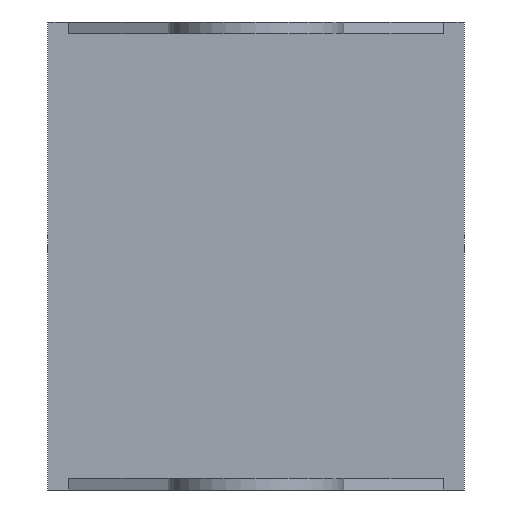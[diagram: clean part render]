
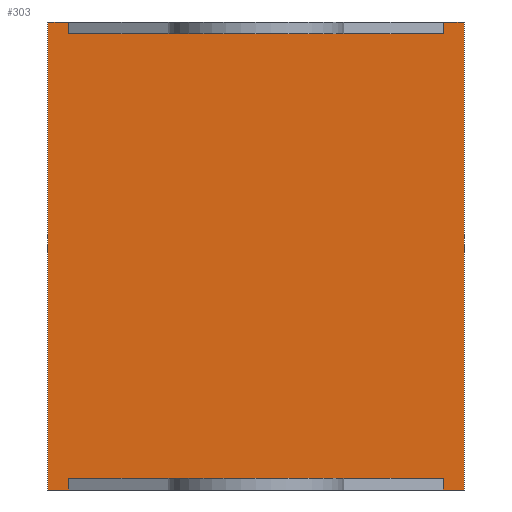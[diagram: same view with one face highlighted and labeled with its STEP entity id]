
A CAD part, front view. The second image highlights one B-rep face of the part: STEP entity #303.
In plain terms, the highlighted planar face has unit normal (0, -1, 0).
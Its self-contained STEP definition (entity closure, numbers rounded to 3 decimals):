
#25=FACE_OUTER_BOUND('',#43,.T.);
#43=EDGE_LOOP('',(#215,#216,#217,#218,#219,#220,#221,#222,#223,#224,#225,
#226));
#68=LINE('',#433,#102);
#72=LINE('',#447,#106);
#73=LINE('',#452,#107);
#74=LINE('',#454,#108);
#75=LINE('',#456,#109);
#76=LINE('',#458,#110);
#77=LINE('',#459,#111);
#78=LINE('',#461,#112);
#79=LINE('',#463,#113);
#80=LINE('',#465,#114);
#81=LINE('',#467,#115);
#82=LINE('',#468,#116);
#102=VECTOR('',#348,10.);
#106=VECTOR('',#360,10.);
#107=VECTOR('',#365,10.);
#108=VECTOR('',#366,10.);
#109=VECTOR('',#367,10.);
#110=VECTOR('',#368,10.);
#111=VECTOR('',#369,10.);
#112=VECTOR('',#370,10.);
#113=VECTOR('',#371,10.);
#114=VECTOR('',#372,10.);
#115=VECTOR('',#373,10.);
#116=VECTOR('',#374,10.);
#135=VERTEX_POINT('',#429);
#137=VERTEX_POINT('',#432);
#141=VERTEX_POINT('',#441);
#143=VERTEX_POINT('',#445);
#145=VERTEX_POINT('',#451);
#146=VERTEX_POINT('',#453);
#147=VERTEX_POINT('',#455);
#148=VERTEX_POINT('',#457);
#149=VERTEX_POINT('',#460);
#150=VERTEX_POINT('',#462);
#151=VERTEX_POINT('',#464);
#152=VERTEX_POINT('',#466);
#164=EDGE_CURVE('',#135,#137,#68,.T.);
#171=EDGE_CURVE('',#141,#143,#72,.T.);
#173=EDGE_CURVE('',#145,#135,#73,.T.);
#174=EDGE_CURVE('',#145,#146,#74,.F.);
#175=EDGE_CURVE('',#147,#146,#75,.T.);
#176=EDGE_CURVE('',#148,#147,#76,.T.);
#177=EDGE_CURVE('',#141,#148,#77,.T.);
#178=EDGE_CURVE('',#143,#149,#78,.T.);
#179=EDGE_CURVE('',#150,#149,#79,.T.);
#180=EDGE_CURVE('',#151,#150,#80,.T.);
#181=EDGE_CURVE('',#151,#152,#81,.F.);
#182=EDGE_CURVE('',#152,#137,#82,.T.);
#215=ORIENTED_EDGE('',*,*,#173,.F.);
#216=ORIENTED_EDGE('',*,*,#174,.T.);
#217=ORIENTED_EDGE('',*,*,#175,.F.);
#218=ORIENTED_EDGE('',*,*,#176,.F.);
#219=ORIENTED_EDGE('',*,*,#177,.F.);
#220=ORIENTED_EDGE('',*,*,#171,.T.);
#221=ORIENTED_EDGE('',*,*,#178,.T.);
#222=ORIENTED_EDGE('',*,*,#179,.F.);
#223=ORIENTED_EDGE('',*,*,#180,.F.);
#224=ORIENTED_EDGE('',*,*,#181,.T.);
#225=ORIENTED_EDGE('',*,*,#182,.T.);
#226=ORIENTED_EDGE('',*,*,#164,.F.);
#291=PLANE('',#325);
#303=ADVANCED_FACE('',(#25),#291,.T.);
#325=AXIS2_PLACEMENT_3D('',#450,#363,#364);
#348=DIRECTION('',(-1.,0.,0.));
#360=DIRECTION('',(-1.,0.,0.));
#363=DIRECTION('center_axis',(0.,-1.,0.));
#364=DIRECTION('ref_axis',(1.,0.,0.));
#365=DIRECTION('',(0.,0.,1.));
#366=DIRECTION('',(-1.,0.,0.));
#367=DIRECTION('',(0.,0.,-1.));
#368=DIRECTION('',(1.,0.,0.));
#369=DIRECTION('',(0.,0.,1.));
#370=DIRECTION('',(0.,0.,1.));
#371=DIRECTION('',(1.,0.,0.));
#372=DIRECTION('',(0.,0.,1.));
#373=DIRECTION('',(-1.,0.,0.));
#374=DIRECTION('',(0.,0.,1.));
#429=CARTESIAN_POINT('',(16.021,-66.,-19.));
#432=CARTESIAN_POINT('',(-16.021,-66.,-19.));
#433=CARTESIAN_POINT('',(17.802,-66.,-19.));
#441=CARTESIAN_POINT('',(16.021,-66.,19.));
#445=CARTESIAN_POINT('',(-16.021,-66.,19.));
#447=CARTESIAN_POINT('',(17.802,-66.,19.));
#450=CARTESIAN_POINT('Origin',(16.021,-66.,19.));
#451=CARTESIAN_POINT('',(16.021,-66.,-20.));
#452=CARTESIAN_POINT('',(16.021,-66.,19.));
#453=CARTESIAN_POINT('',(17.802,-66.,-20.));
#454=CARTESIAN_POINT('',(8.011,-66.,-20.));
#455=CARTESIAN_POINT('',(17.802,-66.,20.));
#456=CARTESIAN_POINT('',(17.802,-66.,19.));
#457=CARTESIAN_POINT('',(16.021,-66.,20.));
#458=CARTESIAN_POINT('',(17.802,-66.,20.));
#459=CARTESIAN_POINT('',(16.021,-66.,19.));
#460=CARTESIAN_POINT('',(-16.021,-66.,20.));
#461=CARTESIAN_POINT('',(-16.021,-66.,19.));
#462=CARTESIAN_POINT('',(-17.802,-66.,20.));
#463=CARTESIAN_POINT('',(17.802,-66.,20.));
#464=CARTESIAN_POINT('',(-17.802,-66.,-20.));
#465=CARTESIAN_POINT('',(-17.802,-66.,19.));
#466=CARTESIAN_POINT('',(-16.021,-66.,-20.));
#467=CARTESIAN_POINT('',(-8.901,-66.,-20.));
#468=CARTESIAN_POINT('',(-16.021,-66.,19.));
